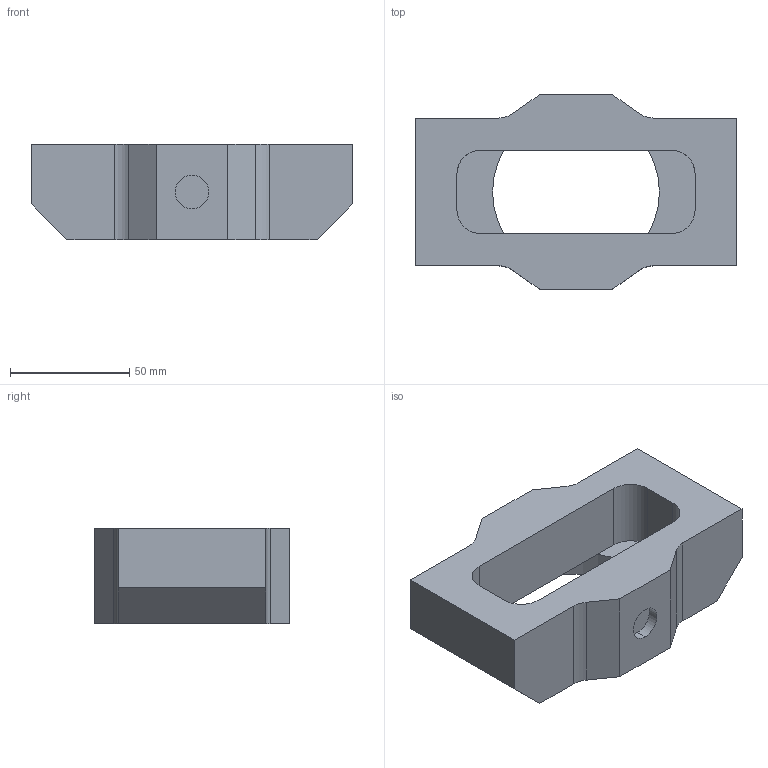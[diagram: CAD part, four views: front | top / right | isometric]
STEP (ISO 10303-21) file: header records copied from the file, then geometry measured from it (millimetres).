
FILE_DESCRIPTION (( 'STEP AP203' ), '1' );
FILE_NAME ('PORTE-OBJECTIF-P65.STEP', '2021-04-15T12:15:10', ( '' ), ( '' ), 'SwSTEP 2.0', 'SolidWorks 2019', '' );
FILE_SCHEMA (( 'CONFIG_CONTROL_DESIGN' ));
Length unit declared in the file: millimetre
Products named in the file (1): PORTE-OBJECTIF-P65
Bounding box: 135 x 82 x 40 mm (x, y, z)
Volume: 214396.7 mm3; surface area: 38474.2 mm2
Topology: 1 solids, 1 shells, 37 faces, 98 edges, 64 vertices
Faces by surface type: plane 25, cylinder 12
Entity records: 1229 total; most frequent: DIRECTION 202, CARTESIAN_POINT 200, ORIENTED_EDGE 196, EDGE_CURVE 98, LINE 70, VECTOR 70, AXIS2_PLACEMENT_3D 66, VERTEX_POINT 64
